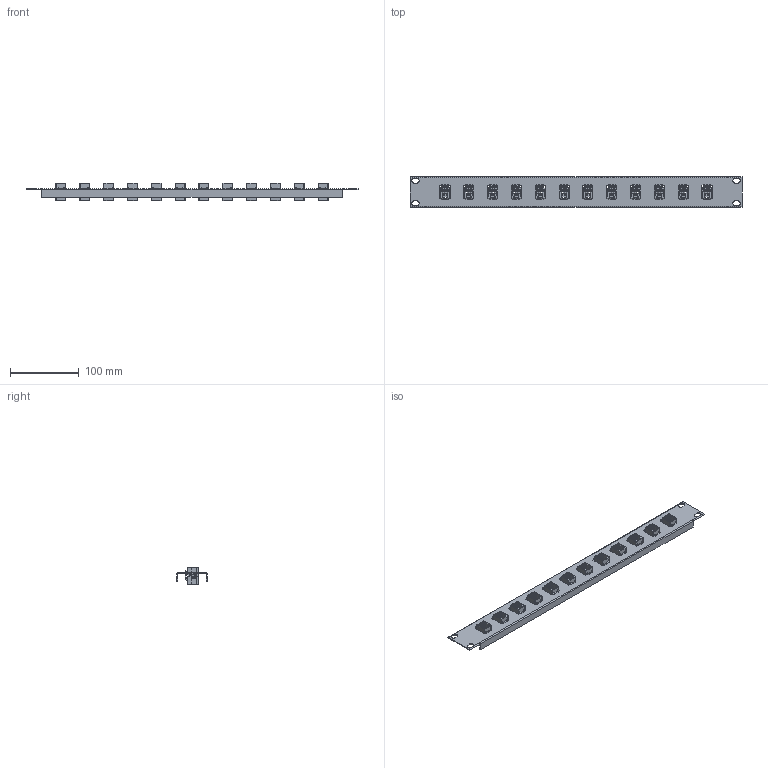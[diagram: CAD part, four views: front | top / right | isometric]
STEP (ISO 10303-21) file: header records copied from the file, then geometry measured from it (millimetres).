
FILE_DESCRIPTION (( 'STEP AP214' ), '1' );
FILE_NAME ('PR175B-C5E-12M_3D.step', '2025-02-28T17:02:16', ( '' ), ( '' ), 'SwSTEP 2.0', 'SolidWorks 2022', '' );
FILE_SCHEMA (( 'AUTOMOTIVE_DESIGN' ));
Length unit declared in the file: inch
Products named in the file (3): PR175B-12KS; PR175B-C5E-12M_3D; TDG1026KCx-MINI_Cat 5e
Assembly tree (13 placements, depth 2):
  PR175B-C5E-12M_3D
    PR175B-12KS
    TDG1026KCx-MINI_Cat 5e  x12
Bounding box: 482.6 x 44.45 x 25 mm (x, y, z)
Volume: 85624.6 mm3; surface area: 104302.1 mm2
Topology: 13 solids, 13 shells, 5394 faces, 15212 edges, 9700 vertices
Faces by surface type: plane 3658, bspline 1200, cylinder 440, sphere 96
Entity records: 22972 total; most frequent: CARTESIAN_POINT 8740, ORIENTED_EDGE 2996, DIRECTION 2276, EDGE_CURVE 1498, VECTOR 1184, LINE 1184, VERTEX_POINT 966, EDGE_LOOP 610
